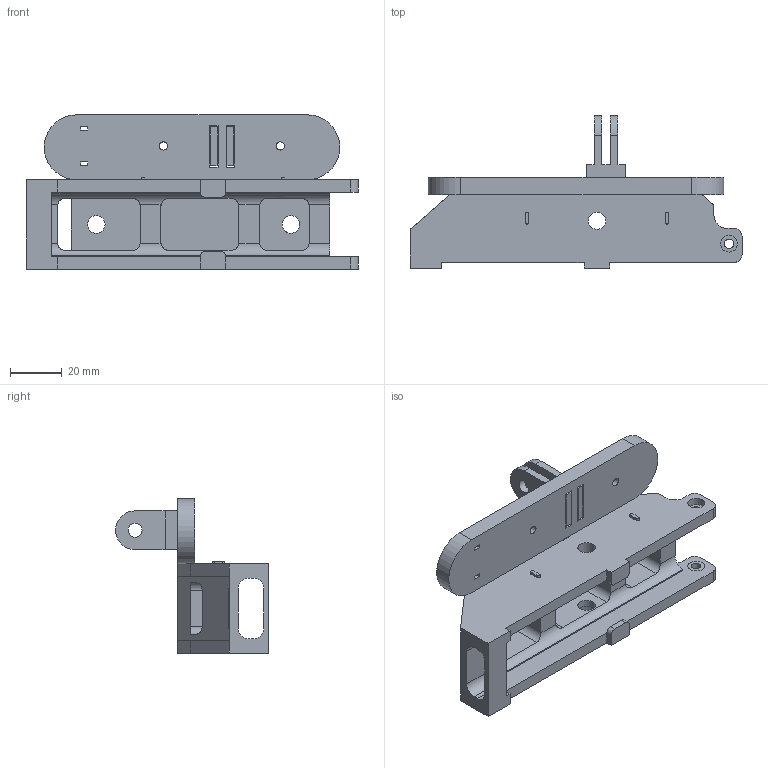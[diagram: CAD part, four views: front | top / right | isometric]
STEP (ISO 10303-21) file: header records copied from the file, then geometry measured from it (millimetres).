
FILE_DESCRIPTION(/* description */ ('STEP AP214'),/* implementation_level */ '2;1');
FILE_NAME(/* name */ '609a81eb8aba480f43132102',/* time_stamp */ '2021-05-11T13:09:00+00:00',/* author */ (''),/* organization */ (''),/* preprocessor_version */ 'ST-DEVELOPER v18.1',/* originating_system */ ' ',/* authorisation */ ' ');
FILE_SCHEMA (('AUTOMOTIVE_DESIGN {1 0 10303 214 3 1 1}'));
Length unit declared in the file: metre
Products named in the file (5): Assembly 1; GoPro Hinge; D435 mount; Part 2; T165 Mount
Assembly tree (4 placements, depth 2):
  Assembly 1
    GoPro Hinge
    D435 mount
    Part 2
    T165 Mount
Bounding box: 128 x 58.88 x 59.5 mm (x, y, z)
Volume: 84341.6 mm3; surface area: 35226 mm2
Topology: 4 solids, 4 shells, 197 faces, 562 edges, 376 vertices
Faces by surface type: plane 143, cylinder 54
Full cylindrical faces by diameter (mm): 1.07 x1, 3.15 x2, 3.6 x2, 5.4 x2, 6.5 x3, 6.7 x2, 6.8 x2, 12.25 x1
Entity records: 6500 total; most frequent: CARTESIAN_POINT 1183, ORIENTED_EDGE 1080, DIRECTION 1040, EDGE_CURVE 540, LINE 404, VECTOR 404, VERTEX_POINT 369, AXIS2_PLACEMENT_3D 318
